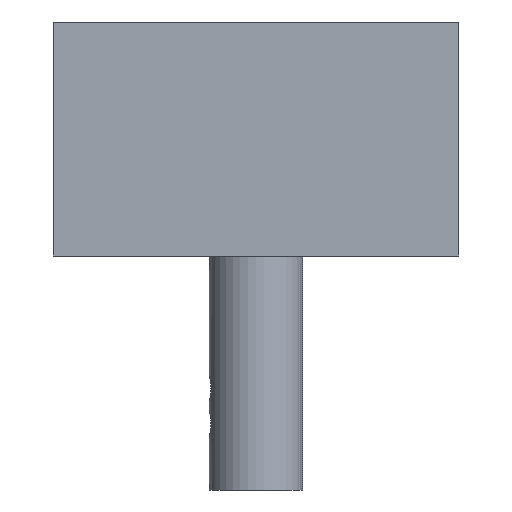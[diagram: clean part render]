
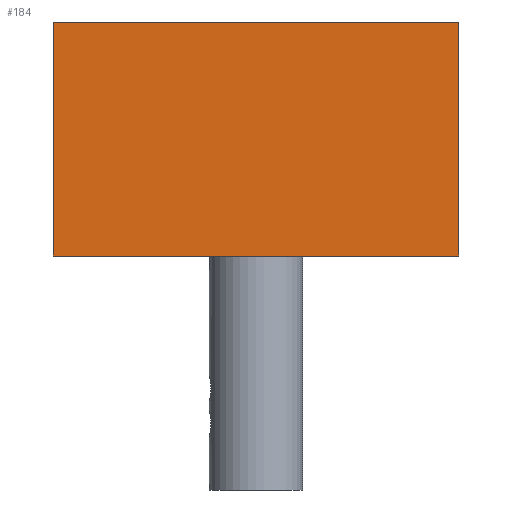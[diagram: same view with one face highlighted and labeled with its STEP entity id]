
A CAD part, front view. The second image highlights one B-rep face of the part: STEP entity #184.
In plain terms, the highlighted planar face has unit normal (0, -1, 0).
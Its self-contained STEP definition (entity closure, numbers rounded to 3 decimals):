
#184=ADVANCED_FACE('',(#492),#493,.F.);
#492=FACE_OUTER_BOUND('',#808,.T.);
#493=PLANE('',#809);
#808=EDGE_LOOP('',(#2010,#2011,#2012,#2013,#2014,#2015,#2016,#2017,#2018,#2019));
#809=AXIS2_PLACEMENT_3D('',#2020,#2021,#2022);
#2010=ORIENTED_EDGE('',*,*,#2084,.T.);
#2011=ORIENTED_EDGE('',*,*,#2461,.T.);
#2012=ORIENTED_EDGE('',*,*,#2467,.F.);
#2013=ORIENTED_EDGE('',*,*,#2282,.F.);
#2014=ORIENTED_EDGE('',*,*,#2478,.T.);
#2015=ORIENTED_EDGE('',*,*,#2469,.T.);
#2016=ORIENTED_EDGE('',*,*,#2082,.T.);
#2017=ORIENTED_EDGE('',*,*,#2477,.T.);
#2018=ORIENTED_EDGE('',*,*,#2418,.F.);
#2019=ORIENTED_EDGE('',*,*,#2464,.F.);
#2020=CARTESIAN_POINT('',(0.0,0.0,15.0));
#2021=DIRECTION('',(0.0,1.0,0.0));
#2022=DIRECTION('',(0.0,0.0,1.0));
#2082=EDGE_CURVE('',#2486,#2490,#2492,.T.);
#2084=EDGE_CURVE('',#2496,#2493,#2497,.T.);
#2282=EDGE_CURVE('',#2834,#2836,#2837,.T.);
#2418=EDGE_CURVE('',#3057,#3059,#3060,.T.);
#2461=EDGE_CURVE('',#2493,#3131,#3133,.T.);
#2464=EDGE_CURVE('',#2496,#3057,#3136,.T.);
#2467=EDGE_CURVE('',#2836,#3131,#3139,.T.);
#2469=EDGE_CURVE('',#3141,#2486,#3142,.T.);
#2477=EDGE_CURVE('',#2490,#3059,#3152,.T.);
#2478=EDGE_CURVE('',#2834,#3141,#3153,.T.);
#2486=VERTEX_POINT('',#3161);
#2490=VERTEX_POINT('',#3166);
#2492=CIRCLE('',#3169,0.1);
#2493=VERTEX_POINT('',#3170);
#2496=VERTEX_POINT('',#3174);
#2497=CIRCLE('',#3175,0.1);
#2834=VERTEX_POINT('',#4009);
#2836=VERTEX_POINT('',#4012);
#2837=LINE('',#4013,#4014);
#3057=VERTEX_POINT('',#4331);
#3059=VERTEX_POINT('',#4334);
#3060=LINE('',#4335,#4336);
#3131=VERTEX_POINT('',#4446);
#3133=CIRCLE('',#4449,0.1);
#3136=LINE('',#4454,#4455);
#3139=LINE('',#4460,#4461);
#3141=VERTEX_POINT('',#4464);
#3142=CIRCLE('',#4465,0.1);
#3152=LINE('',#4487,#4488);
#3153=LINE('',#4489,#4490);
#3161=CARTESIAN_POINT('',(-25.9,0.0,24.6));
#3166=CARTESIAN_POINT('',(-26.0,0.,24.5));
#3169=AXIS2_PLACEMENT_3D('',#4508,#4509,#4510);
#3170=CARTESIAN_POINT('',(25.9,0.0,24.6));
#3174=CARTESIAN_POINT('',(26.0,0.,24.5));
#3175=AXIS2_PLACEMENT_3D('',#4512,#4513,#4514);
#4009=CARTESIAN_POINT('',(-26.0,0.0,30.0));
#4012=CARTESIAN_POINT('',(26.0,0.0,30.0));
#4013=CARTESIAN_POINT('',(0.0,0.0,30.0));
#4014=VECTOR('',#4794,1.0);
#4331=CARTESIAN_POINT('',(26.0,0.0,0.0));
#4334=CARTESIAN_POINT('',(-26.0,0.0,0.0));
#4335=CARTESIAN_POINT('',(0.0,0.0,0.0));
#4336=VECTOR('',#5004,1.0);
#4446=CARTESIAN_POINT('',(26.0,0.,24.7));
#4449=AXIS2_PLACEMENT_3D('',#5062,#5063,#5064);
#4454=CARTESIAN_POINT('',(26.0,0.0,15.0));
#4455=VECTOR('',#5067,1.0);
#4460=CARTESIAN_POINT('',(26.0,0.0,15.0));
#4461=VECTOR('',#5070,1.0);
#4464=CARTESIAN_POINT('',(-26.0,0.,24.7));
#4465=AXIS2_PLACEMENT_3D('',#5072,#5073,#5074);
#4487=CARTESIAN_POINT('',(-26.0,0.0,15.0));
#4488=VECTOR('',#5083,1.0);
#4489=CARTESIAN_POINT('',(-26.0,0.0,15.0));
#4490=VECTOR('',#5084,1.0);
#4508=CARTESIAN_POINT('',(-26.0,0.0,24.6));
#4509=DIRECTION('',(-0.0,1.0,0.0));
#4510=DIRECTION('',(1.0,0.0,0.0));
#4512=CARTESIAN_POINT('',(26.0,0.0,24.6));
#4513=DIRECTION('',(-0.0,1.0,0.0));
#4514=DIRECTION('',(1.0,0.0,0.0));
#4794=DIRECTION('',(1.0,0.0,0.0));
#5004=DIRECTION('',(-1.0,0.0,0.0));
#5062=CARTESIAN_POINT('',(26.0,0.0,24.6));
#5063=DIRECTION('',(-0.0,1.0,0.0));
#5064=DIRECTION('',(1.0,0.0,0.0));
#5067=DIRECTION('',(0.0,0.0,-1.0));
#5070=DIRECTION('',(0.0,0.0,-1.0));
#5072=CARTESIAN_POINT('',(-26.0,0.0,24.6));
#5073=DIRECTION('',(-0.0,1.0,0.0));
#5074=DIRECTION('',(1.0,0.0,0.0));
#5083=DIRECTION('',(0.0,0.0,-1.0));
#5084=DIRECTION('',(0.0,0.0,-1.0));
